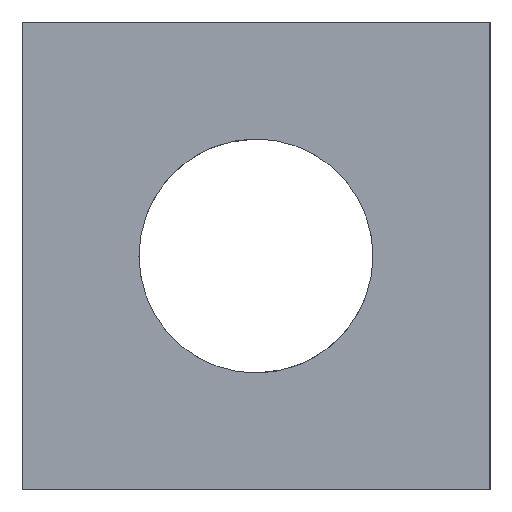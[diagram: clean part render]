
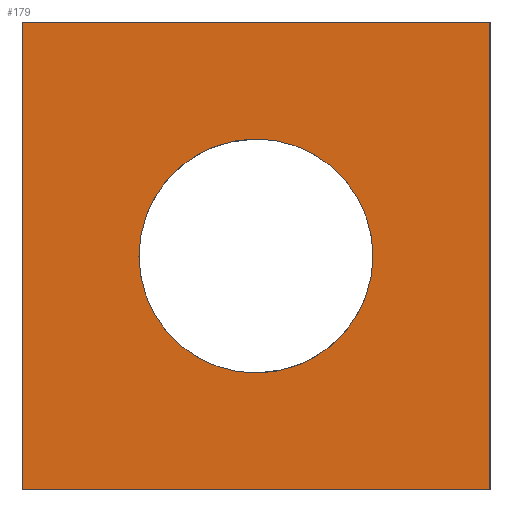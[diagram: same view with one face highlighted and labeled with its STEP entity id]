
A CAD part, left-side view. The second image highlights one B-rep face of the part: STEP entity #179.
In plain terms, the highlighted planar face has unit normal (-1, 0, 0).
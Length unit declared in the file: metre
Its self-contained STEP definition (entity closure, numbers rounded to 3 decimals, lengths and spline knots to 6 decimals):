
#20=LINE('',#272,#32);
#24=LINE('',#283,#36);
#27=LINE('',#289,#39);
#30=LINE('',#302,#42);
#32=VECTOR('',#225,1.);
#36=VECTOR('',#233,1.);
#39=VECTOR('',#238,1.);
#42=VECTOR('',#253,1.);
#49=PLANE('',#210);
#52=CIRCLE('',#206,0.025);
#83=ORIENTED_EDGE('',*,*,#110,.T.);
#84=ORIENTED_EDGE('',*,*,#97,.T.);
#85=ORIENTED_EDGE('',*,*,#112,.T.);
#86=ORIENTED_EDGE('',*,*,#105,.F.);
#87=ORIENTED_EDGE('',*,*,#102,.F.);
#97=EDGE_CURVE('',#117,#118,#20,.T.);
#102=EDGE_CURVE('',#117,#122,#24,.T.);
#105=EDGE_CURVE('',#122,#124,#27,.T.);
#110=EDGE_CURVE('',#126,#126,#52,.T.);
#112=EDGE_CURVE('',#118,#124,#30,.T.);
#117=VERTEX_POINT('',#273);
#118=VERTEX_POINT('',#274);
#122=VERTEX_POINT('',#284);
#124=VERTEX_POINT('',#290);
#126=VERTEX_POINT('',#298);
#144=EDGE_LOOP('',(#83));
#145=EDGE_LOOP('',(#84,#85,#86,#87));
#162=FACE_BOUND('',#144,.T.);
#163=FACE_BOUND('',#145,.T.);
#179=ADVANCED_FACE('',(#162,#163),#49,.F.);
#206=AXIS2_PLACEMENT_3D('',#297,#247,#248);
#210=AXIS2_PLACEMENT_3D('',#305,#257,#258);
#225=DIRECTION('',(0.,1.,0.));
#233=DIRECTION('',(0.,0.,-1.));
#238=DIRECTION('',(0.,1.,0.));
#247=DIRECTION('',(1.,0.,0.));
#248=DIRECTION('',(0.,0.,-1.));
#253=DIRECTION('',(0.,0.,-1.));
#257=DIRECTION('',(1.,0.,0.));
#258=DIRECTION('',(0.,1.,0.));
#272=CARTESIAN_POINT('',(-0.25,0.,0.05));
#273=CARTESIAN_POINT('',(-0.25,-0.05,0.05));
#274=CARTESIAN_POINT('',(-0.25,0.05,0.05));
#283=CARTESIAN_POINT('',(-0.25,-0.05,0.));
#284=CARTESIAN_POINT('',(-0.25,-0.05,-0.05));
#289=CARTESIAN_POINT('',(-0.25,0.,-0.05));
#290=CARTESIAN_POINT('',(-0.25,0.05,-0.05));
#297=CARTESIAN_POINT('',(-0.25,0.,0.));
#298=CARTESIAN_POINT('',(-0.25,0.,-0.025));
#302=CARTESIAN_POINT('',(-0.25,0.05,0.));
#305=CARTESIAN_POINT('',(-0.25,0.,0.));
